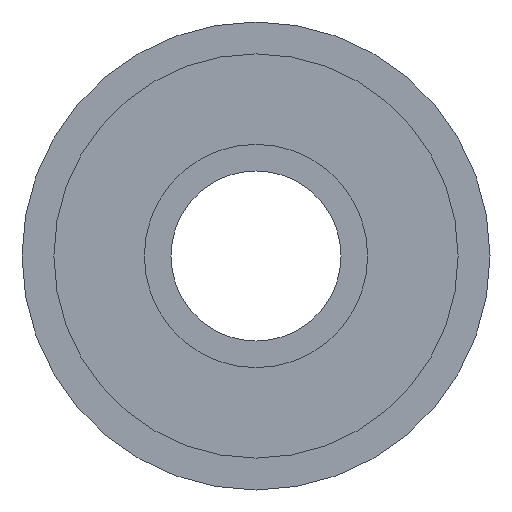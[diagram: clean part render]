
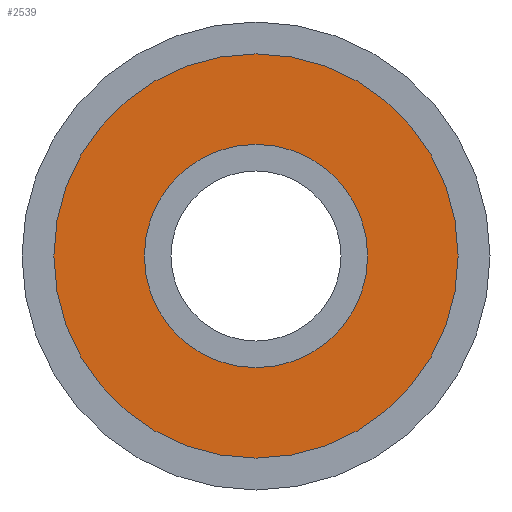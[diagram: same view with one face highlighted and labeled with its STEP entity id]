
A CAD part, front view. The second image highlights one B-rep face of the part: STEP entity #2539.
In plain terms, the highlighted planar face has unit normal (0, -1, 0).
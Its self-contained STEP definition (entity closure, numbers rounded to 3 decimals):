
#199 = DIRECTION ( 'NONE',  ( 0., 1., 0. ) ) ;
#332 = FACE_BOUND ( 'NONE', #1205, .T. ) ;
#347 = DIRECTION ( 'NONE',  ( 0., 0., 1. ) ) ;
#515 = CARTESIAN_POINT ( 'NONE',  ( 0., 0.1, 5.25 ) ) ;
#568 = CARTESIAN_POINT ( 'NONE',  ( 0., 0.1, 0. ) ) ;
#583 = CARTESIAN_POINT ( 'NONE',  ( 0., 0.1, 9.5 ) ) ;
#902 = DIRECTION ( 'NONE',  ( 0., 1., 0. ) ) ;
#1035 = AXIS2_PLACEMENT_3D ( 'NONE', #568, #1936, #3605 ) ;
#1205 = EDGE_LOOP ( 'NONE', ( #3209, #3929 ) ) ;
#1232 = CARTESIAN_POINT ( 'NONE',  ( 0., 0.1, -5.25 ) ) ;
#1264 = VERTEX_POINT ( 'NONE', #1306 ) ;
#1306 = CARTESIAN_POINT ( 'NONE',  ( 0., 0.1, -9.5 ) ) ;
#1332 = CARTESIAN_POINT ( 'NONE',  ( 0., 0.1, 0. ) ) ;
#1366 = CARTESIAN_POINT ( 'NONE',  ( 0., 0.1, 0. ) ) ;
#1606 = VERTEX_POINT ( 'NONE', #583 ) ;
#1936 = DIRECTION ( 'NONE',  ( 0., 1., 0. ) ) ;
#1950 = CARTESIAN_POINT ( 'NONE',  ( 0., 0.1, 0. ) ) ;
#2388 = EDGE_CURVE ( 'NONE', #3481, #3471, #2970, .T. ) ;
#2539 = ADVANCED_FACE ( 'NONE', ( #3045, #332 ), #4032, .F. ) ;
#2541 = CARTESIAN_POINT ( 'NONE',  ( 0., 0.1, 0. ) ) ;
#2701 = DIRECTION ( 'NONE',  ( 0., 1., 0. ) ) ;
#2816 = ORIENTED_EDGE ( 'NONE', *, *, #2857, .F. ) ;
#2857 = EDGE_CURVE ( 'NONE', #1264, #1606, #4090, .T. ) ;
#2884 = DIRECTION ( 'NONE',  ( 0., 0., 1. ) ) ;
#2970 = CIRCLE ( 'NONE', #1035, 5.25 ) ;
#2974 = ORIENTED_EDGE ( 'NONE', *, *, #3115, .F. ) ;
#3017 = AXIS2_PLACEMENT_3D ( 'NONE', #1332, #2701, #4074 ) ;
#3045 = FACE_OUTER_BOUND ( 'NONE', #4321, .T. ) ;
#3115 = EDGE_CURVE ( 'NONE', #1606, #1264, #3589, .T. ) ;
#3209 = ORIENTED_EDGE ( 'NONE', *, *, #2388, .T. ) ;
#3347 = DIRECTION ( 'NONE',  ( 0., 1., 0. ) ) ;
#3371 = CIRCLE ( 'NONE', #4309, 5.25 ) ;
#3471 = VERTEX_POINT ( 'NONE', #515 ) ;
#3472 = EDGE_CURVE ( 'NONE', #3471, #3481, #3371, .T. ) ;
#3481 = VERTEX_POINT ( 'NONE', #1232 ) ;
#3589 = CIRCLE ( 'NONE', #3877, 9.5 ) ;
#3605 = DIRECTION ( 'NONE',  ( 0., 0., 1. ) ) ;
#3690 = DIRECTION ( 'NONE',  ( 0., 0., 1. ) ) ;
#3805 = AXIS2_PLACEMENT_3D ( 'NONE', #1366, #3347, #347 ) ;
#3877 = AXIS2_PLACEMENT_3D ( 'NONE', #2541, #199, #2884 ) ;
#3929 = ORIENTED_EDGE ( 'NONE', *, *, #3472, .T. ) ;
#4032 = PLANE ( 'NONE',  #3017 ) ;
#4074 = DIRECTION ( 'NONE',  ( 0., 0., 1. ) ) ;
#4090 = CIRCLE ( 'NONE', #3805, 9.5 ) ;
#4309 = AXIS2_PLACEMENT_3D ( 'NONE', #1950, #902, #3690 ) ;
#4321 = EDGE_LOOP ( 'NONE', ( #2816, #2974 ) ) ;
